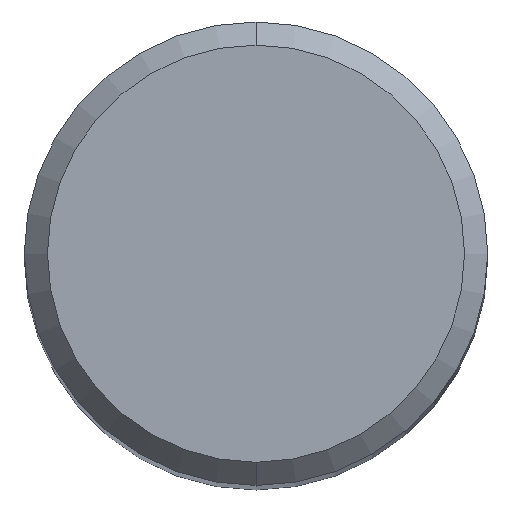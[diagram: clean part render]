
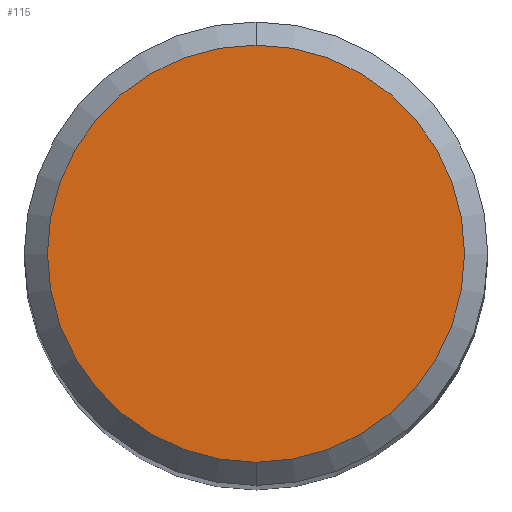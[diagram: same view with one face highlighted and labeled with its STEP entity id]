
A CAD part, top view. The second image highlights one B-rep face of the part: STEP entity #115.
In plain terms, the highlighted planar face has unit normal (0, 0, 1).
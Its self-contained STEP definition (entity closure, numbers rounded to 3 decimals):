
#115=ADVANCED_FACE('',(#266),#267,.T.);
#117=EDGE_CURVE('',#153,#167,#269,.T.);
#153=VERTEX_POINT('',#310);
#167=VERTEX_POINT('',#327);
#189=EDGE_CURVE('',#167,#153,#351,.T.);
#266=FACE_OUTER_BOUND('',#430,.T.);
#267=PLANE('',#431);
#269=CIRCLE('',#434,3.6);
#310=CARTESIAN_POINT('',(0.,-3.6,0.0));
#327=CARTESIAN_POINT('',(0.0,3.6,0.0));
#351=CIRCLE('',#535,3.6);
#430=EDGE_LOOP('',(#609,#610));
#431=AXIS2_PLACEMENT_3D('',#611,#612,#613);
#434=AXIS2_PLACEMENT_3D('',#614,#615,#616);
#535=AXIS2_PLACEMENT_3D('',#733,#734,#735);
#609=ORIENTED_EDGE('',*,*,#189,.F.);
#610=ORIENTED_EDGE('',*,*,#117,.F.);
#611=CARTESIAN_POINT('',(0.0,1.8,0.0));
#612=DIRECTION('',(-0.0,0.0,1.0));
#613=DIRECTION('',(0.0,-1.0,0.0));
#614=CARTESIAN_POINT('',(0.0,0.0,0.0));
#615=DIRECTION('',(0.0,0.0,-1.0));
#616=DIRECTION('',(0.0,1.0,0.0));
#733=CARTESIAN_POINT('',(0.0,0.0,0.0));
#734=DIRECTION('',(0.0,0.0,-1.0));
#735=DIRECTION('',(0.0,1.0,0.0));
